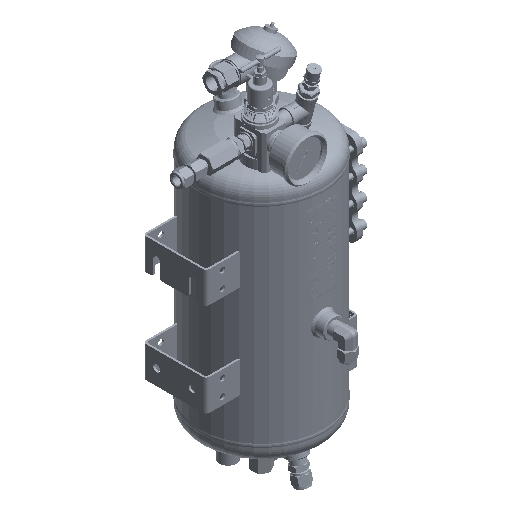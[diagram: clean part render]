
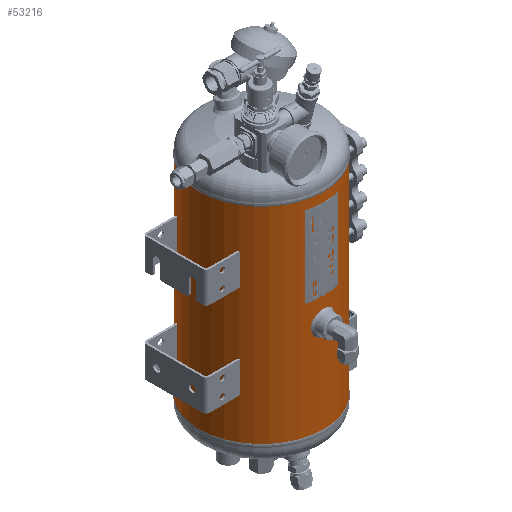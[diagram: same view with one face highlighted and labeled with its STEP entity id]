
A CAD part, isometric view. The second image highlights one B-rep face of the part: STEP entity #53216.
In plain terms, the highlighted cylindrical face has radius 100 mm (diameter 200 mm), a partial arc.
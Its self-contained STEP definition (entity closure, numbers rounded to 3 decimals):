
#3258=LINE('',#82987,#6682);
#3259=LINE('',#82992,#6683);
#3260=LINE('',#82996,#6684);
#3261=LINE('',#83000,#6685);
#6682=VECTOR('',#68594,1000.);
#6683=VECTOR('',#68597,1000.);
#6684=VECTOR('',#68600,1000.);
#6685=VECTOR('',#68603,1000.);
#10106=CIRCLE('',#63143,100.);
#10107=CIRCLE('',#63144,100.);
#10108=CIRCLE('',#63145,100.);
#10109=CIRCLE('',#63146,100.);
#12007=ORIENTED_EDGE('',*,*,#28003,.T.);
#12008=ORIENTED_EDGE('',*,*,#28004,.T.);
#12009=ORIENTED_EDGE('',*,*,#28005,.T.);
#12010=ORIENTED_EDGE('',*,*,#28006,.F.);
#12011=ORIENTED_EDGE('',*,*,#28007,.F.);
#12012=ORIENTED_EDGE('',*,*,#28008,.F.);
#12013=ORIENTED_EDGE('',*,*,#28009,.F.);
#12014=ORIENTED_EDGE('',*,*,#28010,.T.);
#12015=ORIENTED_EDGE('',*,*,#28011,.T.);
#12016=ORIENTED_EDGE('',*,*,#28012,.F.);
#12017=ORIENTED_EDGE('',*,*,#28013,.F.);
#28003=EDGE_CURVE('',#36001,#36001,#41596,.T.);
#28004=EDGE_CURVE('',#36002,#36002,#41597,.T.);
#28005=EDGE_CURVE('',#36003,#36003,#41598,.T.);
#28006=EDGE_CURVE('',#36004,#36005,#3258,.T.);
#28007=EDGE_CURVE('',#36006,#36004,#10106,.T.);
#28008=EDGE_CURVE('',#36007,#36006,#3259,.F.);
#28009=EDGE_CURVE('',#36008,#36007,#10107,.T.);
#28010=EDGE_CURVE('',#36008,#36009,#3260,.T.);
#28011=EDGE_CURVE('',#36009,#36010,#10108,.T.);
#28012=EDGE_CURVE('',#36011,#36010,#3261,.T.);
#28013=EDGE_CURVE('',#36005,#36011,#10109,.T.);
#36001=VERTEX_POINT('',#82962);
#36002=VERTEX_POINT('',#82974);
#36003=VERTEX_POINT('',#82986);
#36004=VERTEX_POINT('',#82988);
#36005=VERTEX_POINT('',#82989);
#36006=VERTEX_POINT('',#82991);
#36007=VERTEX_POINT('',#82993);
#36008=VERTEX_POINT('',#82995);
#36009=VERTEX_POINT('',#82997);
#36010=VERTEX_POINT('',#82999);
#36011=VERTEX_POINT('',#83001);
#41596=B_SPLINE_CURVE_WITH_KNOTS('',3,(#82943,#82944,#82945,#82946,#82947,
#82948,#82949,#82950,#82951,#82952,#82953,#82954,#82955,#82956,#82957,#82958,
#82959,#82960,#82961),.UNSPECIFIED.,.T.,.F.,(1,1,1,1,1,1,1,1,1,1,1,1,1,
1,1,1,1,1,1,1,1,1,1),(-0.018,-0.012,-0.006,
0.,0.006,0.012,0.018,0.023,
0.029,0.035,0.041,0.047,
0.053,0.059,0.065,0.07,
0.076,0.082,0.088,0.094,
0.1,0.106,0.112),.UNSPECIFIED.);
#41597=B_SPLINE_CURVE_WITH_KNOTS('',3,(#82963,#82964,#82965,#82966,#82967,
#82968,#82969,#82970,#82971,#82972,#82973),.UNSPECIFIED.,.T.,.F.,(1,1,1,
1,1,1,1,1,1,1,1,1,1,1,1),(-0.012,-0.008,-0.004,
0.,0.004,0.008,0.012,
0.016,0.02,0.023,0.027,
0.031,0.035,0.039,0.043),
 .UNSPECIFIED.);
#41598=B_SPLINE_CURVE_WITH_KNOTS('',3,(#82975,#82976,#82977,#82978,#82979,
#82980,#82981,#82982,#82983,#82984,#82985),.UNSPECIFIED.,.T.,.F.,(1,1,1,
1,1,1,1,1,1,1,1,1,1,1,1),(-0.012,-0.008,-0.004,
0.,0.004,0.008,0.012,
0.016,0.02,0.023,0.027,
0.031,0.035,0.039,0.043),
 .UNSPECIFIED.);
#43905=EDGE_LOOP('',(#12007));
#43906=EDGE_LOOP('',(#12008));
#43907=EDGE_LOOP('',(#12009));
#43908=EDGE_LOOP('',(#12010,#12011,#12012,#12013,#12014,#12015,#12016,#12017));
#48149=FACE_BOUND('',#43905,.T.);
#48150=FACE_BOUND('',#43906,.T.);
#48151=FACE_BOUND('',#43907,.T.);
#48152=FACE_BOUND('',#43908,.T.);
#52393=CYLINDRICAL_SURFACE('',#63142,100.);
#53216=ADVANCED_FACE('',(#48149,#48150,#48151,#48152),#52393,.T.);
#63142=AXIS2_PLACEMENT_3D('',#82942,#68592,#68593);
#63143=AXIS2_PLACEMENT_3D('',#82990,#68595,#68596);
#63144=AXIS2_PLACEMENT_3D('',#82994,#68598,#68599);
#63145=AXIS2_PLACEMENT_3D('',#82998,#68601,#68602);
#63146=AXIS2_PLACEMENT_3D('',#83002,#68604,#68605);
#68592=DIRECTION('',(0.,-1.,0.));
#68593=DIRECTION('',(0.,0.,-1.));
#68594=DIRECTION('',(0.,-1.,0.));
#68595=DIRECTION('',(0.,1.,0.));
#68596=DIRECTION('',(1.,0.,0.));
#68597=DIRECTION('',(0.,-1.,0.));
#68598=DIRECTION('',(0.,-1.,0.));
#68599=DIRECTION('',(1.,0.,0.));
#68600=DIRECTION('',(0.,-1.,0.));
#68601=DIRECTION('',(0.,1.,0.));
#68602=DIRECTION('',(1.,0.,0.));
#68603=DIRECTION('',(0.,-1.,0.));
#68604=DIRECTION('',(0.,-1.,0.));
#68605=DIRECTION('',(1.,0.,0.));
#82942=CARTESIAN_POINT('',(0.,330.,0.));
#82943=CARTESIAN_POINT('',(-98.994,187.429,14.208));
#82944=CARTESIAN_POINT('',(-98.806,181.503,15.395));
#82945=CARTESIAN_POINT('',(-98.993,175.608,14.214));
#82946=CARTESIAN_POINT('',(-99.436,170.625,10.88));
#82947=CARTESIAN_POINT('',(-99.878,167.295,5.9));
#82948=CARTESIAN_POINT('',(-100.061,166.117,0.009));
#82949=CARTESIAN_POINT('',(-99.879,167.288,-5.887));
#82950=CARTESIAN_POINT('',(-99.437,170.623,-10.879));
#82951=CARTESIAN_POINT('',(-98.992,175.61,-14.215));
#82952=CARTESIAN_POINT('',(-98.807,181.503,-15.391));
#82953=CARTESIAN_POINT('',(-98.992,187.396,-14.219));
#82954=CARTESIAN_POINT('',(-99.435,192.379,-10.892));
#82955=CARTESIAN_POINT('',(-99.877,195.718,-5.914));
#82956=CARTESIAN_POINT('',(-100.061,196.901,-0.013));
#82957=CARTESIAN_POINT('',(-99.878,195.728,5.889));
#82958=CARTESIAN_POINT('',(-99.437,192.395,10.874));
#82959=CARTESIAN_POINT('',(-98.994,187.429,14.208));
#82960=CARTESIAN_POINT('',(-98.806,181.503,15.395));
#82961=CARTESIAN_POINT('',(-98.993,175.608,14.214));
#82962=CARTESIAN_POINT('',(-98.869,181.508,15.));
#82963=CARTESIAN_POINT('',(3.922,158.915,-99.937));
#82964=CARTESIAN_POINT('',(-0.001,160.542,-100.031));
#82965=CARTESIAN_POINT('',(-3.918,158.916,-99.937));
#82966=CARTESIAN_POINT('',(-5.54,155.004,-99.844));
#82967=CARTESIAN_POINT('',(-3.921,151.083,-99.937));
#82968=CARTESIAN_POINT('',(-0.001,149.46,-100.031));
#82969=CARTESIAN_POINT('',(3.913,151.078,-99.938));
#82970=CARTESIAN_POINT('',(5.541,154.994,-99.844));
#82971=CARTESIAN_POINT('',(3.922,158.915,-99.937));
#82972=CARTESIAN_POINT('',(-0.001,160.542,-100.031));
#82973=CARTESIAN_POINT('',(-3.918,158.916,-99.937));
#82974=CARTESIAN_POINT('',(0.,160.,-100.));
#82975=CARTESIAN_POINT('',(3.922,48.915,-99.937));
#82976=CARTESIAN_POINT('',(-0.001,50.542,-100.031));
#82977=CARTESIAN_POINT('',(-3.918,48.916,-99.937));
#82978=CARTESIAN_POINT('',(-5.54,45.004,-99.844));
#82979=CARTESIAN_POINT('',(-3.921,41.083,-99.937));
#82980=CARTESIAN_POINT('',(-0.001,39.46,-100.031));
#82981=CARTESIAN_POINT('',(3.913,41.078,-99.938));
#82982=CARTESIAN_POINT('',(5.541,44.994,-99.844));
#82983=CARTESIAN_POINT('',(3.922,48.915,-99.937));
#82984=CARTESIAN_POINT('',(-0.001,50.542,-100.031));
#82985=CARTESIAN_POINT('',(-3.918,48.916,-99.937));
#82986=CARTESIAN_POINT('',(0.,50.,-100.));
#82987=CARTESIAN_POINT('',(-0.241,165.,100.));
#82988=CARTESIAN_POINT('',(-0.241,330.,100.));
#82989=CARTESIAN_POINT('',(-0.241,265.,100.));
#82990=CARTESIAN_POINT('',(0.,330.,0.));
#82991=CARTESIAN_POINT('',(0.241,330.,100.));
#82992=CARTESIAN_POINT('',(0.241,165.,100.));
#82993=CARTESIAN_POINT('',(0.241,265.,100.));
#82994=CARTESIAN_POINT('',(0.,265.,0.));
#82995=CARTESIAN_POINT('',(0.254,265.,100.));
#82996=CARTESIAN_POINT('',(0.254,265.,100.));
#82997=CARTESIAN_POINT('',(0.254,0.,100.));
#82998=CARTESIAN_POINT('',(0.,0.,0.));
#82999=CARTESIAN_POINT('',(-0.254,0.,100.));
#83000=CARTESIAN_POINT('',(-0.254,265.,100.));
#83001=CARTESIAN_POINT('',(-0.254,265.,100.));
#83002=CARTESIAN_POINT('',(0.,265.,0.));
